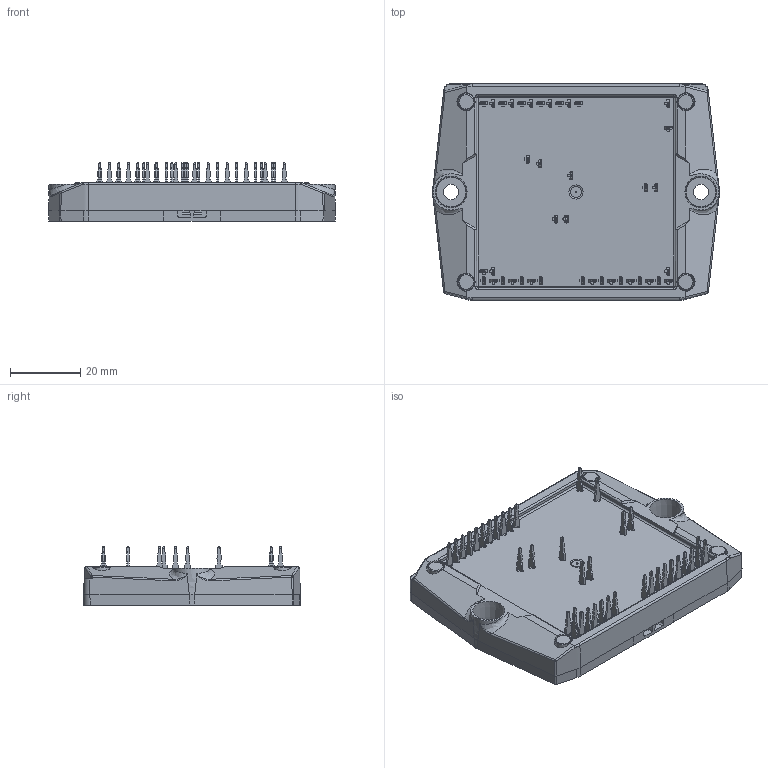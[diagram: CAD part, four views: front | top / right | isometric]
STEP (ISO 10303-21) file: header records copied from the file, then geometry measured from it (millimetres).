
FILE_DESCRIPTION(/* description */ ('Unknown','CAx-IF Rec.Pracs.---Representation and Presentation of Product Manufacturing Information (PMI)---4.0---2014-10-13','CAx-IF Rec.Pracs.---3D Tessellated Geometry---0.4---2014-09-14','2;1'),/* implementation_level */ '2;1');
FILE_NAME(/* name */ 'FlowS3-0T120TA-PE20(400)-01-OL',/* time_stamp */ '2024-10-07T16:55:23+02:00',/* author */ ('Unknown'),/* organization */ ('Unknown'),/* preprocessor_version */ 'ST-DEVELOPER v18.104',/* originating_system */ 'Solid Edge',/* authorisation */ 'Unknown');
FILE_SCHEMA (('AP242_MANAGED_MODEL_BASED_3D_ENGINEERING_MIM_LF { 1 0 10303 442 1 1 4 }'));
Products named in the file (1): FlowS3-0T120TA-PE20-OL
Bounding box: 81.54 x 61.55 x 16.68 mm (x, y, z)
Volume: 41499.5 mm3; surface area: 19136.3 mm2
Topology: 1 solids, 1 shells, 2271 faces, 6332 edges, 4167 vertices
Faces by surface type: plane 1222, cylinder 710, cone 224, bspline 98, torus 9, sphere 8
Full cylindrical faces by diameter (mm): 0.5 x1, 4 x1, 4.4 x2, 10.4 x2
Entity records: 92417 total; most frequent: CARTESIAN_POINT 18036, ORIENTED_EDGE 12574, DIRECTION 11928, EDGE_CURVE 6287, VERTEX_POINT 4153, AXIS2_PLACEMENT_3D 4031, LINE 3866, VECTOR 3866
